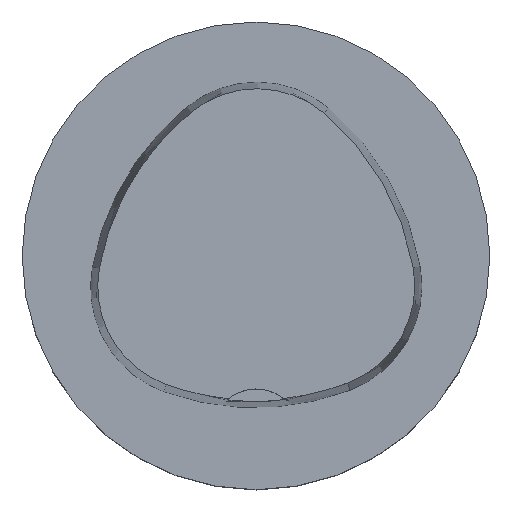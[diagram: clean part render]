
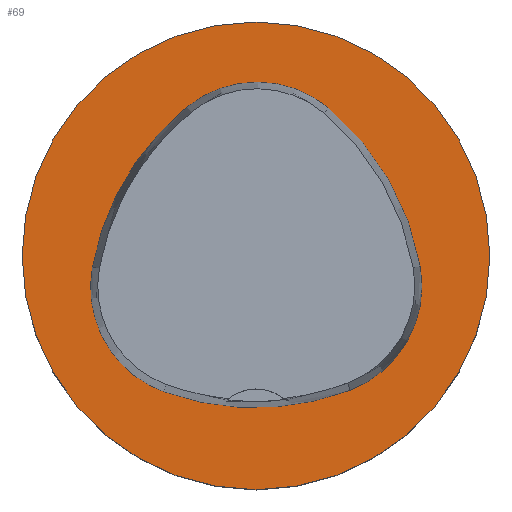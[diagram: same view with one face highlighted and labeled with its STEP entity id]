
A CAD part, top view. The second image highlights one B-rep face of the part: STEP entity #69.
In plain terms, the highlighted planar face has unit normal (0, 0, 1).
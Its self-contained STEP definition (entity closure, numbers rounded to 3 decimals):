
#69=ADVANCED_FACE('',(#88,#89),#84,.F.);
#84=PLANE('',#255);
#88=FACE_BOUND('',#98,.T.);
#89=FACE_BOUND('',#99,.T.);
#98=EDGE_LOOP('',(#118,#119,#120,#121,#122,#123));
#99=EDGE_LOOP('',(#124));
#118=ORIENTED_EDGE('',*,*,#197,.T.);
#119=ORIENTED_EDGE('',*,*,#198,.T.);
#120=ORIENTED_EDGE('',*,*,#199,.T.);
#121=ORIENTED_EDGE('',*,*,#200,.T.);
#122=ORIENTED_EDGE('',*,*,#201,.T.);
#123=ORIENTED_EDGE('',*,*,#202,.T.);
#124=ORIENTED_EDGE('',*,*,#203,.F.);
#176=VERTEX_POINT('',#366);
#177=VERTEX_POINT('',#367);
#178=VERTEX_POINT('',#369);
#179=VERTEX_POINT('',#371);
#180=VERTEX_POINT('',#373);
#181=VERTEX_POINT('',#375);
#182=VERTEX_POINT('',#378);
#197=EDGE_CURVE('',#176,#177,#226,.T.);
#198=EDGE_CURVE('',#177,#178,#227,.T.);
#199=EDGE_CURVE('',#178,#179,#228,.T.);
#200=EDGE_CURVE('',#179,#180,#229,.T.);
#201=EDGE_CURVE('',#180,#181,#230,.T.);
#202=EDGE_CURVE('',#181,#176,#231,.T.);
#203=EDGE_CURVE('',#182,#182,#232,.T.);
#226=CIRCLE('',#248,15.0);
#227=CIRCLE('',#249,36.0);
#228=CIRCLE('',#250,15.0);
#229=CIRCLE('',#251,36.0);
#230=CIRCLE('',#252,15.0);
#231=CIRCLE('',#253,36.0);
#232=CIRCLE('',#254,31.5);
#248=AXIS2_PLACEMENT_3D('',#365,#286,#287);
#249=AXIS2_PLACEMENT_3D('',#368,#288,#289);
#250=AXIS2_PLACEMENT_3D('',#370,#290,#291);
#251=AXIS2_PLACEMENT_3D('',#372,#292,#293);
#252=AXIS2_PLACEMENT_3D('',#374,#294,#295);
#253=AXIS2_PLACEMENT_3D('',#376,#296,#297);
#254=AXIS2_PLACEMENT_3D('',#377,#298,#299);
#255=AXIS2_PLACEMENT_3D('',#379,#300,#301);
#286=DIRECTION('',(0.0,0.0,-1.0));
#287=DIRECTION('',(-1.0,0.0,0.0));
#288=DIRECTION('',(0.0,0.0,-1.0));
#289=DIRECTION('',(-1.0,0.0,0.0));
#290=DIRECTION('',(0.0,0.0,-1.0));
#291=DIRECTION('',(-1.0,0.0,0.0));
#292=DIRECTION('',(0.0,0.0,-1.0));
#293=DIRECTION('',(-1.0,0.0,0.0));
#294=DIRECTION('',(0.0,0.0,-1.0));
#295=DIRECTION('',(-1.0,0.0,0.0));
#296=DIRECTION('',(0.0,0.0,-1.0));
#297=DIRECTION('',(-1.0,0.0,0.0));
#298=DIRECTION('',(0.0,0.0,-1.0));
#299=DIRECTION('',(-1.0,0.0,0.0));
#300=DIRECTION('',(0.0,0.0,-1.0));
#301=DIRECTION('',(-1.0,0.0,0.0));
#365=CARTESIAN_POINT('',(7.347,-4.071,0.0));
#366=CARTESIAN_POINT('',(22.122,-1.48,0.0));
#367=CARTESIAN_POINT('',(12.693,-18.087,0.0));
#368=CARTESIAN_POINT('',(-0.137,15.55,0.0));
#369=CARTESIAN_POINT('',(-12.373,-18.307,0.0));
#370=CARTESIAN_POINT('',(-7.275,-4.2,0.0));
#371=CARTESIAN_POINT('',(-22.041,-1.562,0.0));
#372=CARTESIAN_POINT('',(13.398,-7.893,0.0));
#373=CARTESIAN_POINT('',(-9.317,20.036,0.0));
#374=CARTESIAN_POINT('',(0.148,8.399,0.0));
#375=CARTESIAN_POINT('',(9.779,19.898,0.0));
#376=CARTESIAN_POINT('',(-13.337,-7.7,0.0));
#377=CARTESIAN_POINT('',(0.0,0.0,0.0));
#378=CARTESIAN_POINT('',(-31.5,0.0,0.0));
#379=CARTESIAN_POINT('',(0.0,-20.45,0.0));
